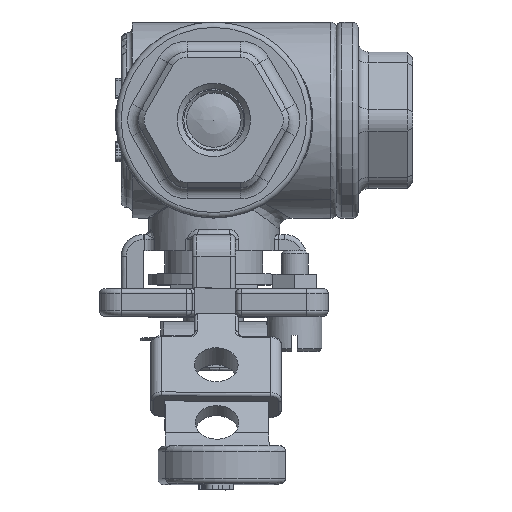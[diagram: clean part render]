
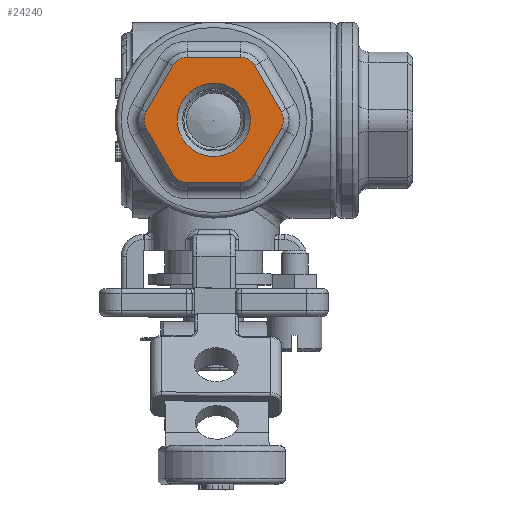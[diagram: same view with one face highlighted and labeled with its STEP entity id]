
A CAD part, top view. The second image highlights one B-rep face of the part: STEP entity #24240.
In plain terms, the highlighted planar face has unit normal (0, 0, 1).
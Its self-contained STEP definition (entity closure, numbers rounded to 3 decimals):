
#3181=LINE('',#45949,#4983);
#3185=LINE('',#45959,#4987);
#3189=LINE('',#45971,#4991);
#3193=LINE('',#45983,#4995);
#3197=LINE('',#45993,#4999);
#3200=LINE('',#46001,#5002);
#4983=VECTOR('',#30817,10.);
#4987=VECTOR('',#30827,10.);
#4991=VECTOR('',#30839,10.);
#4995=VECTOR('',#30851,10.);
#4999=VECTOR('',#30863,10.);
#5002=VECTOR('',#30872,10.);
#5785=PLANE('',#25870);
#5950=FACE_BOUND('',#8754,.T.);
#7266=FACE_OUTER_BOUND('',#8753,.T.);
#8753=EDGE_LOOP('',(#21485,#21486,#21487,#21488,#21489,#21490,#21491,#21492,
#21493,#21494,#21495,#21496));
#8754=EDGE_LOOP('',(#21497));
#9408=CIRCLE('',#25847,3.);
#9409=CIRCLE('',#25850,3.);
#9411=CIRCLE('',#25854,3.);
#9413=CIRCLE('',#25858,3.);
#9415=CIRCLE('',#25862,3.);
#9416=CIRCLE('',#25865,3.);
#9417=CIRCLE('',#25871,6.723);
#11538=VERTEX_POINT('',#45946);
#11539=VERTEX_POINT('',#45948);
#11540=VERTEX_POINT('',#45952);
#11542=VERTEX_POINT('',#45957);
#11544=VERTEX_POINT('',#45963);
#11546=VERTEX_POINT('',#45969);
#11548=VERTEX_POINT('',#45975);
#11550=VERTEX_POINT('',#45981);
#11551=VERTEX_POINT('',#45986);
#11552=VERTEX_POINT('',#45991);
#11553=VERTEX_POINT('',#45995);
#11554=VERTEX_POINT('',#45999);
#11555=VERTEX_POINT('',#46013);
#14842=EDGE_CURVE('',#11538,#11539,#3181,.T.);
#14845=EDGE_CURVE('',#11540,#11538,#9408,.T.);
#14847=EDGE_CURVE('',#11542,#11540,#3185,.T.);
#14850=EDGE_CURVE('',#11544,#11542,#9409,.T.);
#14853=EDGE_CURVE('',#11546,#11544,#3189,.T.);
#14856=EDGE_CURVE('',#11548,#11546,#9411,.T.);
#14859=EDGE_CURVE('',#11550,#11548,#3193,.T.);
#14862=EDGE_CURVE('',#11551,#11550,#9413,.T.);
#14865=EDGE_CURVE('',#11552,#11551,#3197,.T.);
#14867=EDGE_CURVE('',#11553,#11552,#9415,.T.);
#14869=EDGE_CURVE('',#11554,#11553,#3200,.T.);
#14870=EDGE_CURVE('',#11539,#11554,#9416,.T.);
#14875=EDGE_CURVE('',#11555,#11555,#9417,.T.);
#21485=ORIENTED_EDGE('',*,*,#14842,.F.);
#21486=ORIENTED_EDGE('',*,*,#14845,.F.);
#21487=ORIENTED_EDGE('',*,*,#14847,.F.);
#21488=ORIENTED_EDGE('',*,*,#14850,.F.);
#21489=ORIENTED_EDGE('',*,*,#14853,.F.);
#21490=ORIENTED_EDGE('',*,*,#14856,.F.);
#21491=ORIENTED_EDGE('',*,*,#14859,.F.);
#21492=ORIENTED_EDGE('',*,*,#14862,.F.);
#21493=ORIENTED_EDGE('',*,*,#14865,.F.);
#21494=ORIENTED_EDGE('',*,*,#14867,.F.);
#21495=ORIENTED_EDGE('',*,*,#14869,.F.);
#21496=ORIENTED_EDGE('',*,*,#14870,.F.);
#21497=ORIENTED_EDGE('',*,*,#14875,.F.);
#24240=ADVANCED_FACE('',(#7266,#5950),#5785,.T.);
#25847=AXIS2_PLACEMENT_3D('',#45954,#30822,#30823);
#25850=AXIS2_PLACEMENT_3D('',#45965,#30832,#30833);
#25854=AXIS2_PLACEMENT_3D('',#45977,#30844,#30845);
#25858=AXIS2_PLACEMENT_3D('',#45988,#30856,#30857);
#25862=AXIS2_PLACEMENT_3D('',#45997,#30867,#30868);
#25865=AXIS2_PLACEMENT_3D('',#46003,#30875,#30876);
#25870=AXIS2_PLACEMENT_3D('',#46012,#30889,#30890);
#25871=AXIS2_PLACEMENT_3D('',#46014,#30891,#30892);
#30817=DIRECTION('',(-0.5,0.866,0.));
#30822=DIRECTION('center_axis',(0.,0.,
-1.));
#30823=DIRECTION('ref_axis',(-0.866,-0.5,0.));
#30827=DIRECTION('',(-1.,0.,0.));
#30832=DIRECTION('center_axis',(0.,0.,
-1.));
#30833=DIRECTION('ref_axis',(0.,-1.,0.));
#30839=DIRECTION('',(-0.5,-0.866,0.));
#30844=DIRECTION('center_axis',(0.,0.,
-1.));
#30845=DIRECTION('ref_axis',(0.866,-0.5,0.));
#30851=DIRECTION('',(0.5,-0.866,0.));
#30856=DIRECTION('center_axis',(0.,0.,
-1.));
#30857=DIRECTION('ref_axis',(0.866,0.5,0.));
#30863=DIRECTION('',(1.,0.,0.));
#30867=DIRECTION('center_axis',(0.,0.,
-1.));
#30868=DIRECTION('ref_axis',(0.,1.,0.));
#30872=DIRECTION('',(0.5,0.866,0.));
#30875=DIRECTION('center_axis',(0.,0.,
-1.));
#30876=DIRECTION('ref_axis',(-0.866,0.5,0.));
#30889=DIRECTION('center_axis',(0.,0.,
1.));
#30890=DIRECTION('ref_axis',(1.,0.,0.));
#30891=DIRECTION('center_axis',(0.,0.,
1.));
#30892=DIRECTION('ref_axis',(-1.,0.,0.));
#45946=CARTESIAN_POINT('',(-7.506,-10.,59.));
#45948=CARTESIAN_POINT('',(-12.413,-1.5,59.));
#45949=CARTESIAN_POINT('',(-11.186,-3.625,59.));
#45952=CARTESIAN_POINT('',(-4.907,-11.5,59.));
#45954=CARTESIAN_POINT('Origin',(-4.907,-8.5,59.));
#45957=CARTESIAN_POINT('',(4.907,-11.5,59.));
#45959=CARTESIAN_POINT('',(-2.454,-11.5,59.));
#45963=CARTESIAN_POINT('',(7.506,-10.,59.));
#45965=CARTESIAN_POINT('Origin',(4.907,-8.5,59.));
#45969=CARTESIAN_POINT('',(12.413,-1.5,59.));
#45971=CARTESIAN_POINT('',(8.732,-7.875,59.));
#45975=CARTESIAN_POINT('',(12.413,1.5,59.));
#45977=CARTESIAN_POINT('Origin',(9.815,0.,
59.));
#45981=CARTESIAN_POINT('',(7.506,10.,59.));
#45983=CARTESIAN_POINT('',(11.186,3.625,59.));
#45986=CARTESIAN_POINT('',(4.907,11.5,59.));
#45988=CARTESIAN_POINT('Origin',(4.907,8.5,59.));
#45991=CARTESIAN_POINT('',(-4.907,11.5,59.));
#45993=CARTESIAN_POINT('',(2.454,11.5,59.));
#45995=CARTESIAN_POINT('',(-7.506,10.,59.));
#45997=CARTESIAN_POINT('Origin',(-4.907,8.5,59.));
#45999=CARTESIAN_POINT('',(-12.413,1.5,59.));
#46001=CARTESIAN_POINT('',(-8.732,7.875,59.));
#46003=CARTESIAN_POINT('Origin',(-9.815,0.,
59.));
#46012=CARTESIAN_POINT('Origin',(0.,0.,
59.));
#46013=CARTESIAN_POINT('',(6.723,0.,59.));
#46014=CARTESIAN_POINT('Origin',(0.,0.,
59.));
